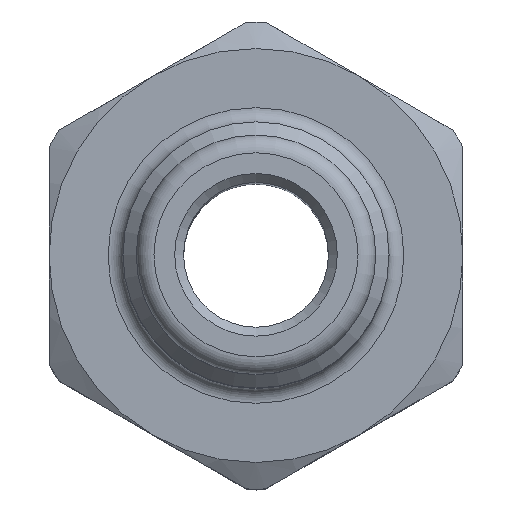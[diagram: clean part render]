
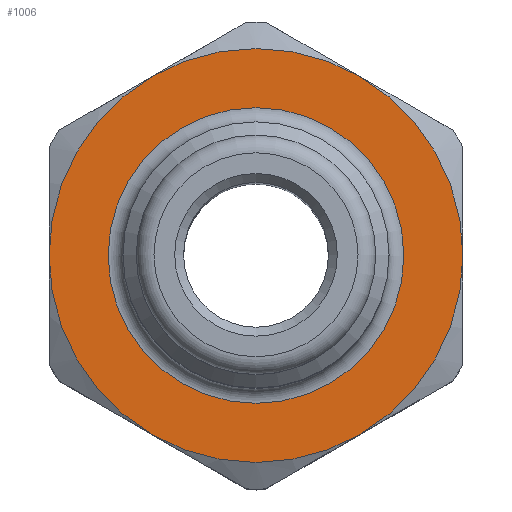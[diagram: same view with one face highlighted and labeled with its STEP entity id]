
A CAD part, top view. The second image highlights one B-rep face of the part: STEP entity #1006.
In plain terms, the highlighted planar face has unit normal (0, 0, 1).
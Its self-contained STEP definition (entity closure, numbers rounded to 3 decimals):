
#30=PLANE('',#1131);
#123=CIRCLE('',#1066,7.);
#124=CIRCLE('',#1068,7.);
#127=CIRCLE('',#1072,7.);
#128=CIRCLE('',#1074,7.);
#130=CIRCLE('',#1077,7.);
#132=CIRCLE('',#1080,7.);
#158=CIRCLE('',#1130,5.);
#291=ORIENTED_EDGE('',*,*,#472,.F.);
#292=ORIENTED_EDGE('',*,*,#466,.F.);
#293=ORIENTED_EDGE('',*,*,#464,.F.);
#294=ORIENTED_EDGE('',*,*,#482,.F.);
#295=ORIENTED_EDGE('',*,*,#478,.F.);
#296=ORIENTED_EDGE('',*,*,#474,.F.);
#297=ORIENTED_EDGE('',*,*,#533,.T.);
#464=EDGE_CURVE('',#597,#595,#123,.T.);
#466=EDGE_CURVE('',#595,#599,#124,.T.);
#472=EDGE_CURVE('',#599,#602,#127,.T.);
#474=EDGE_CURVE('',#602,#605,#128,.T.);
#478=EDGE_CURVE('',#605,#608,#130,.T.);
#482=EDGE_CURVE('',#608,#597,#132,.T.);
#533=EDGE_CURVE('',#642,#642,#158,.T.);
#595=VERTEX_POINT('',#1541);
#597=VERTEX_POINT('',#1548);
#599=VERTEX_POINT('',#1557);
#602=VERTEX_POINT('',#1570);
#605=VERTEX_POINT('',#1585);
#608=VERTEX_POINT('',#1599);
#642=VERTEX_POINT('',#1758);
#769=EDGE_LOOP('',(#291,#292,#293,#294,#295,#296));
#770=EDGE_LOOP('',(#297));
#883=FACE_BOUND('',#769,.T.);
#884=FACE_BOUND('',#770,.T.);
#1006=ADVANCED_FACE('',(#883,#884),#30,.F.);
#1066=AXIS2_PLACEMENT_3D('',#1549,#1218,#1219);
#1068=AXIS2_PLACEMENT_3D('',#1556,#1222,#1223);
#1072=AXIS2_PLACEMENT_3D('',#1577,#1230,#1231);
#1074=AXIS2_PLACEMENT_3D('',#1584,#1234,#1235);
#1077=AXIS2_PLACEMENT_3D('',#1598,#1240,#1241);
#1080=AXIS2_PLACEMENT_3D('',#1612,#1246,#1247);
#1130=AXIS2_PLACEMENT_3D('',#1757,#1358,#1359);
#1131=AXIS2_PLACEMENT_3D('',#1759,#1360,#1361);
#1218=DIRECTION('',(0.,0.,-1.));
#1219=DIRECTION('',(-1.,0.,0.));
#1222=DIRECTION('',(0.,0.,-1.));
#1223=DIRECTION('',(-1.,0.,0.));
#1230=DIRECTION('',(0.,0.,-1.));
#1231=DIRECTION('',(-1.,0.,0.));
#1234=DIRECTION('',(0.,0.,-1.));
#1235=DIRECTION('',(-1.,0.,0.));
#1240=DIRECTION('',(0.,0.,-1.));
#1241=DIRECTION('',(-1.,0.,0.));
#1246=DIRECTION('',(0.,0.,-1.));
#1247=DIRECTION('',(-1.,0.,0.));
#1358=DIRECTION('',(0.,0.,-1.));
#1359=DIRECTION('',(-1.,0.,0.));
#1360=DIRECTION('',(0.,0.,-1.));
#1361=DIRECTION('',(-1.,0.,0.));
#1541=CARTESIAN_POINT('',(-7.,0.,20.5));
#1548=CARTESIAN_POINT('',(-3.5,-6.062,20.5));
#1549=CARTESIAN_POINT('',(0.,0.,20.5));
#1556=CARTESIAN_POINT('',(0.,0.,20.5));
#1557=CARTESIAN_POINT('',(-3.5,6.062,20.5));
#1570=CARTESIAN_POINT('',(3.5,6.062,20.5));
#1577=CARTESIAN_POINT('',(0.,0.,20.5));
#1584=CARTESIAN_POINT('',(0.,0.,20.5));
#1585=CARTESIAN_POINT('',(7.,0.,20.5));
#1598=CARTESIAN_POINT('',(0.,0.,20.5));
#1599=CARTESIAN_POINT('',(3.5,-6.062,20.5));
#1612=CARTESIAN_POINT('',(0.,0.,20.5));
#1757=CARTESIAN_POINT('',(0.,0.,20.5));
#1758=CARTESIAN_POINT('',(-5.,0.,20.5));
#1759=CARTESIAN_POINT('',(0.,5.,20.5));
